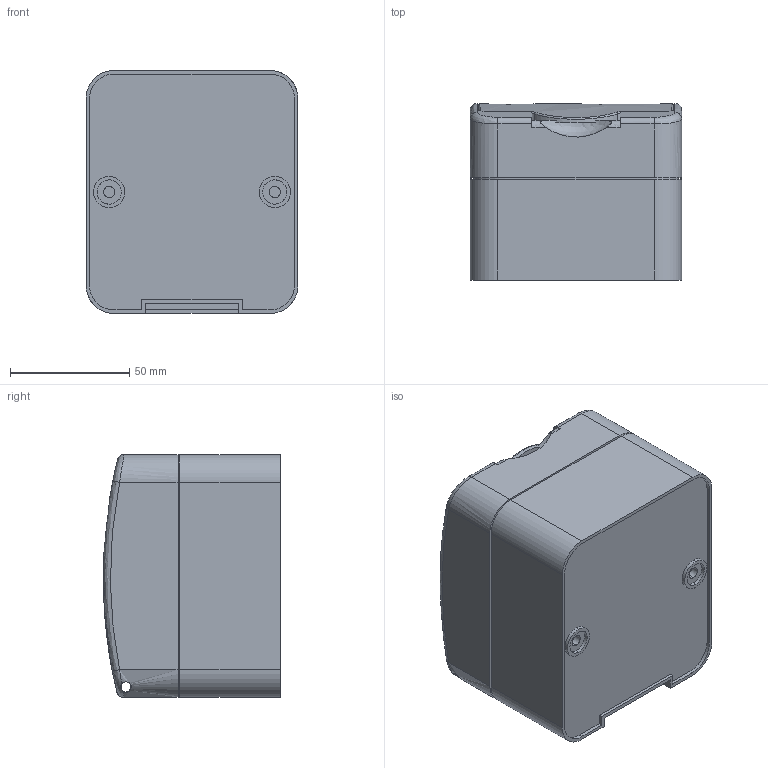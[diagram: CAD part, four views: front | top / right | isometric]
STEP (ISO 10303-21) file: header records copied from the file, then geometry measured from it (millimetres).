
FILE_DESCRIPTION(('FreeCAD Model'),'2;1');
FILE_NAME('Open CASCADE Shape Model','2025-04-30T08:13:31',('FreeCAD'),( 'FreeCAD'),'Open CASCADE STEP processor 7.6','FreeCAD','Unknown');
FILE_SCHEMA(('AUTOMOTIVE_DESIGN { 1 0 10303 214 1 1 1 1 }'));
Length unit declared in the file: millimetre
Products named in the file (1): Open CASCADE STEP translator 7.6 1
Bounding box: 88.92 x 74.25 x 102.03 mm (x, y, z)
Volume: 505025.4 mm3; surface area: 74890.7 mm2
Topology: 2 solids, 2 shells, 182 faces, 473 edges, 300 vertices
Faces by surface type: bspline 182
Entity records: 6546 total; most frequent: CARTESIAN_POINT 3854, ORIENTED_EDGE 942, EDGE_CURVE 471, B_SPLINE_CURVE_WITH_KNOTS 303, VERTEX_POINT 300, FACE_BOUND 197, EDGE_LOOP 197, ADVANCED_FACE 182
